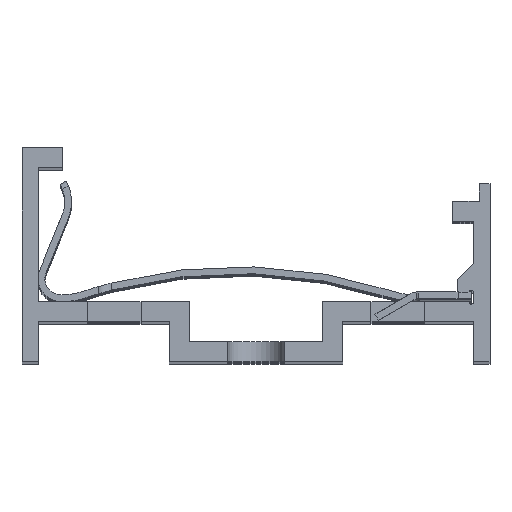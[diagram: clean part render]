
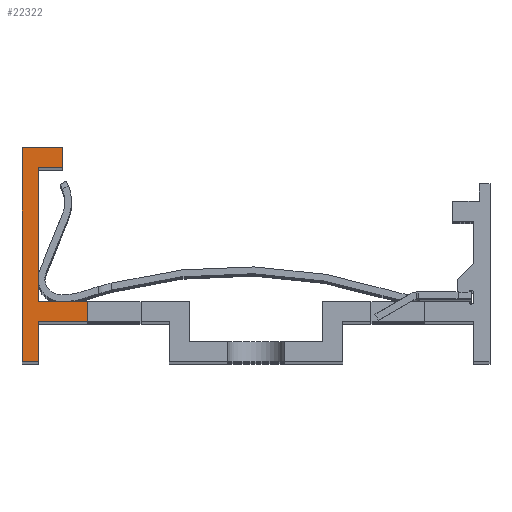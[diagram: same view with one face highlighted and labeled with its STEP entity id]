
A CAD part, top view. The second image highlights one B-rep face of the part: STEP entity #22322.
In plain terms, the highlighted planar face has unit normal (0, 0, 1).
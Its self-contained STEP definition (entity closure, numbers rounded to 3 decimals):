
#1=DIRECTION('',(0.,1.,0.));
#2=VECTOR('',#1,1.5);
#3=CARTESIAN_POINT('',(-12.6,-0.5,2016.));
#4=LINE('',#3,#2);
#5=DIRECTION('',(1.,0.,0.));
#6=VECTOR('',#5,3.7);
#7=CARTESIAN_POINT('',(-16.3,-0.5,2016.));
#8=LINE('',#7,#6);
#9=DIRECTION('',(0.,1.,0.));
#10=VECTOR('',#9,3.);
#11=CARTESIAN_POINT('',(-16.3,-3.5,2016.));
#12=LINE('',#11,#10);
#13=DIRECTION('',(1.,0.,0.));
#14=VECTOR('',#13,1.2);
#15=CARTESIAN_POINT('',(-17.5,-3.5,2016.));
#16=LINE('',#15,#14);
#17=DIRECTION('',(0.,-1.,0.));
#18=VECTOR('',#17,16.);
#19=CARTESIAN_POINT('',(-17.5,12.5,2016.));
#20=LINE('',#19,#18);
#21=DIRECTION('',(-1.,0.,0.));
#22=VECTOR('',#21,3.);
#23=CARTESIAN_POINT('',(-14.5,12.5,2016.));
#24=LINE('',#23,#22);
#25=DIRECTION('',(0.,1.,0.));
#26=VECTOR('',#25,1.5);
#27=CARTESIAN_POINT('',(-14.5,11.,2016.));
#28=LINE('',#27,#26);
#29=DIRECTION('',(1.,0.,0.));
#30=VECTOR('',#29,1.8);
#31=CARTESIAN_POINT('',(-16.3,11.,2016.));
#32=LINE('',#31,#30);
#33=DIRECTION('',(0.,1.,0.));
#34=VECTOR('',#33,10.);
#35=CARTESIAN_POINT('',(-16.3,1.,2016.));
#36=LINE('',#35,#34);
#37=DIRECTION('',(-1.,0.,0.));
#38=VECTOR('',#37,3.7);
#39=CARTESIAN_POINT('',(-12.6,1.,2016.));
#40=LINE('',#39,#38);
#18587=CARTESIAN_POINT('',(-16.3,1.,2016.));
#18588=CARTESIAN_POINT('',(-16.3,11.,2016.));
#18589=VERTEX_POINT('',#18587);
#18590=VERTEX_POINT('',#18588);
#18591=CARTESIAN_POINT('',(-14.5,11.,2016.));
#18592=VERTEX_POINT('',#18591);
#18593=CARTESIAN_POINT('',(-14.5,12.5,2016.));
#18594=VERTEX_POINT('',#18593);
#18595=CARTESIAN_POINT('',(-17.5,12.5,2016.));
#18596=VERTEX_POINT('',#18595);
#18597=CARTESIAN_POINT('',(-17.5,-3.5,2016.));
#18598=VERTEX_POINT('',#18597);
#18599=CARTESIAN_POINT('',(-16.3,-3.5,2016.));
#18600=VERTEX_POINT('',#18599);
#18601=CARTESIAN_POINT('',(-16.3,-0.5,2016.));
#18602=VERTEX_POINT('',#18601);
#18661=CARTESIAN_POINT('',(-12.6,-0.5,2016.));
#18662=CARTESIAN_POINT('',(-12.6,1.,2016.));
#18663=VERTEX_POINT('',#18661);
#18664=VERTEX_POINT('',#18662);
#22295=CARTESIAN_POINT('',(0.,0.,2016.));
#22296=DIRECTION('',(0.,0.,1.));
#22297=DIRECTION('',(1.,0.,0.));
#22298=AXIS2_PLACEMENT_3D('',#22295,#22296,#22297);
#22299=PLANE('',#22298);
#22301=ORIENTED_EDGE('',*,*,#22300,.F.);
#22303=ORIENTED_EDGE('',*,*,#22302,.F.);
#22305=ORIENTED_EDGE('',*,*,#22304,.F.);
#22307=ORIENTED_EDGE('',*,*,#22306,.F.);
#22309=ORIENTED_EDGE('',*,*,#22308,.F.);
#22311=ORIENTED_EDGE('',*,*,#22310,.F.);
#22313=ORIENTED_EDGE('',*,*,#22312,.F.);
#22315=ORIENTED_EDGE('',*,*,#22314,.F.);
#22317=ORIENTED_EDGE('',*,*,#22316,.F.);
#22319=ORIENTED_EDGE('',*,*,#22318,.F.);
#22320=EDGE_LOOP('',(#22301,#22303,#22305,#22307,#22309,#22311,#22313,#22315,
#22317,#22319));
#22321=FACE_OUTER_BOUND('',#22320,.F.);
#22322=ADVANCED_FACE('',(#22321),#22299,.T.);
#22300=EDGE_CURVE('',#18663,#18664,#4,.T.);
#22302=EDGE_CURVE('',#18602,#18663,#8,.T.);
#22304=EDGE_CURVE('',#18600,#18602,#12,.T.);
#22306=EDGE_CURVE('',#18598,#18600,#16,.T.);
#22308=EDGE_CURVE('',#18596,#18598,#20,.T.);
#22310=EDGE_CURVE('',#18594,#18596,#24,.T.);
#22312=EDGE_CURVE('',#18592,#18594,#28,.T.);
#22314=EDGE_CURVE('',#18590,#18592,#32,.T.);
#22316=EDGE_CURVE('',#18589,#18590,#36,.T.);
#22318=EDGE_CURVE('',#18664,#18589,#40,.T.);
